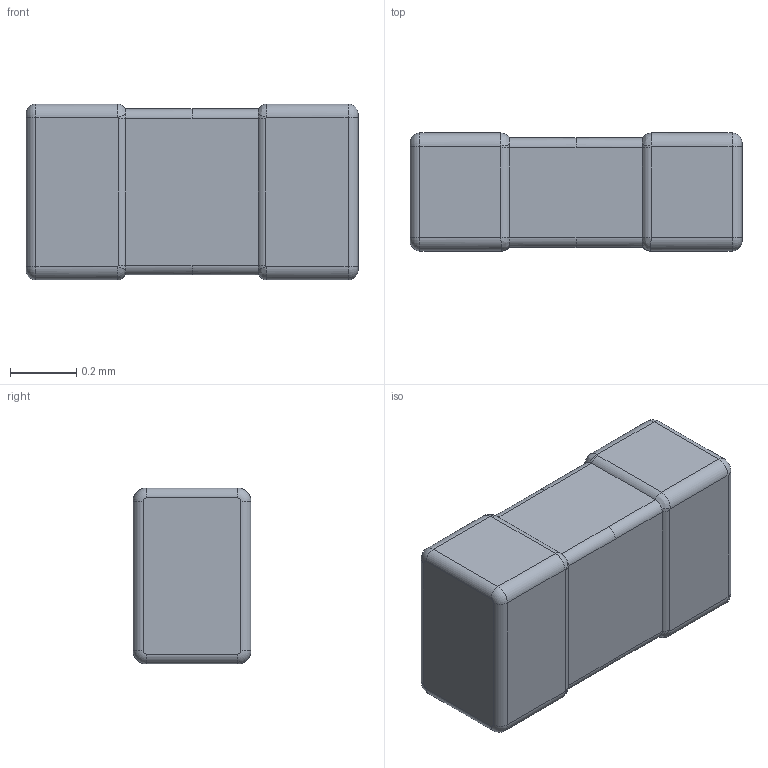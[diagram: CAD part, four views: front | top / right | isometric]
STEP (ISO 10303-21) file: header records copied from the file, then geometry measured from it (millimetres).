
FILE_DESCRIPTION (( 'STEP AP214' ), '1' );
FILE_NAME ('76360E60-AAAE-4B0F-BCC2-4B6C56A0CF75.STEP', '2024-05-16T12:27:36', ( '' ), ( '' ), 'SwSTEP 2.0', 'SolidWorks 2022', '' );
FILE_SCHEMA (( 'AUTOMOTIVE_DESIGN' ));
Length unit declared in the file: millimetre
Products named in the file (1): 76360E60-AAAE-4B0F-BCC2-4B6C56A0CF75
Bounding box: 1 x 0.35 x 0.53 mm (x, y, z)
Volume: 0.2 mm3; surface area: 2 mm2
Topology: 1 solids, 1 shells, 74 faces, 168 edges, 96 vertices
Faces by surface type: cylinder 32, bspline 20, plane 14, torus 8
Entity records: 3060 total; most frequent: CARTESIAN_POINT 751, DIRECTION 342, ORIENTED_EDGE 336, EDGE_CURVE 168, AXIS2_PLACEMENT_3D 139, VERTEX_POINT 96, CIRCLE 84, EDGE_LOOP 74
